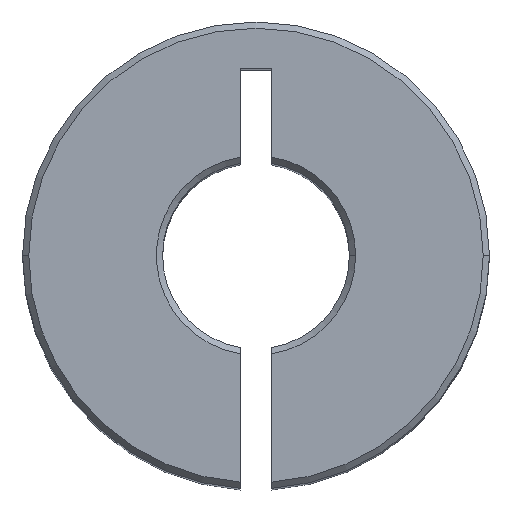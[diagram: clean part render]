
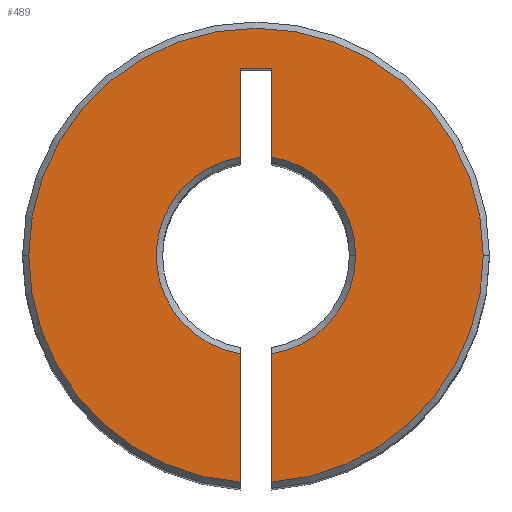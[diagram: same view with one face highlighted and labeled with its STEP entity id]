
A CAD part, top view. The second image highlights one B-rep face of the part: STEP entity #489.
In plain terms, the highlighted planar face has unit normal (0, 0, 1).
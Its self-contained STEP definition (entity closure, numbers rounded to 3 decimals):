
#18 = CARTESIAN_POINT ( 'NONE',  ( 0., 0., 29.5 ) ) ;
#20 = VECTOR ( 'NONE', #573, 1000. ) ;
#23 = DIRECTION ( 'NONE',  ( 0., 0., -1. ) ) ;
#26 = DIRECTION ( 'NONE',  ( 1., 0., 0. ) ) ;
#37 = CARTESIAN_POINT ( 'NONE',  ( -0.5, -7.283, 29.5 ) ) ;
#38 = CARTESIAN_POINT ( 'NONE',  ( 0., 0., 29.5 ) ) ;
#40 = DIRECTION ( 'NONE',  ( 0., 0., 1. ) ) ;
#44 = VECTOR ( 'NONE', #749, 1000. ) ;
#51 = VERTEX_POINT ( 'NONE', #634 ) ;
#63 = ORIENTED_EDGE ( 'NONE', *, *, #582, .F. ) ;
#73 = DIRECTION ( 'NONE',  ( 1., 0., 0. ) ) ;
#81 = DIRECTION ( 'NONE',  ( 1., 0., 0. ) ) ;
#93 = AXIS2_PLACEMENT_3D ( 'NONE', #337, #522, #367 ) ;
#95 = CARTESIAN_POINT ( 'NONE',  ( -0.5, -3.161, 29.5 ) ) ;
#121 = CIRCLE ( 'NONE', #284, 7.3 ) ;
#132 = ORIENTED_EDGE ( 'NONE', *, *, #296, .T. ) ;
#143 = VERTEX_POINT ( 'NONE', #37 ) ;
#152 = CARTESIAN_POINT ( 'NONE',  ( 0.5, 3.161, 29.5 ) ) ;
#162 = ORIENTED_EDGE ( 'NONE', *, *, #235, .F. ) ;
#166 = VERTEX_POINT ( 'NONE', #778 ) ;
#168 = EDGE_CURVE ( 'NONE', #166, #747, #516, .T. ) ;
#171 = FACE_OUTER_BOUND ( 'NONE', #297, .T. ) ;
#174 = ORIENTED_EDGE ( 'NONE', *, *, #565, .T. ) ;
#192 = ORIENTED_EDGE ( 'NONE', *, *, #504, .F. ) ;
#193 = VERTEX_POINT ( 'NONE', #328 ) ;
#201 = VERTEX_POINT ( 'NONE', #649 ) ;
#227 = AXIS2_PLACEMENT_3D ( 'NONE', #470, #476, #488 ) ;
#235 = EDGE_CURVE ( 'NONE', #727, #166, #385, .T. ) ;
#258 = ORIENTED_EDGE ( 'NONE', *, *, #825, .T. ) ;
#259 = DIRECTION ( 'NONE',  ( 0., -1., 0. ) ) ;
#281 = EDGE_CURVE ( 'NONE', #413, #747, #820, .T. ) ;
#284 = AXIS2_PLACEMENT_3D ( 'NONE', #798, #753, #73 ) ;
#296 = EDGE_CURVE ( 'NONE', #51, #725, #526, .T. ) ;
#297 = EDGE_LOOP ( 'NONE', ( #63, #684, #478, #162, #192, #174, #714, #696, #132, #576, #258 ) ) ;
#298 = DIRECTION ( 'NONE',  ( 0., 0., 1. ) ) ;
#328 = CARTESIAN_POINT ( 'NONE',  ( 3.2, 0., 29.5 ) ) ;
#337 = CARTESIAN_POINT ( 'NONE',  ( 0., 0., 29.5 ) ) ;
#357 = CARTESIAN_POINT ( 'NONE',  ( -7.3, 0., 29.5 ) ) ;
#366 = VERTEX_POINT ( 'NONE', #152 ) ;
#367 = DIRECTION ( 'NONE',  ( 1., 0., 0. ) ) ;
#382 = CARTESIAN_POINT ( 'NONE',  ( 0.5, 6., 29.5 ) ) ;
#385 = LINE ( 'NONE', #395, #20 ) ;
#395 = CARTESIAN_POINT ( 'NONE',  ( -0.5, 6., 29.5 ) ) ;
#397 = DIRECTION ( 'NONE',  ( 0., 1., 0. ) ) ;
#412 = AXIS2_PLACEMENT_3D ( 'NONE', #530, #498, #702 ) ;
#413 = VERTEX_POINT ( 'NONE', #95 ) ;
#417 = VECTOR ( 'NONE', #397, 1000. ) ;
#429 = LINE ( 'NONE', #738, #44 ) ;
#460 = AXIS2_PLACEMENT_3D ( 'NONE', #38, #40, #81 ) ;
#470 = CARTESIAN_POINT ( 'NONE',  ( 0., 0., 29.5 ) ) ;
#476 = DIRECTION ( 'NONE',  ( 0., 0., -1. ) ) ;
#478 = ORIENTED_EDGE ( 'NONE', *, *, #168, .F. ) ;
#488 = DIRECTION ( 'NONE',  ( 1., 0., 0. ) ) ;
#489 = ADVANCED_FACE ( 'NONE', ( #171 ), #821, .T. ) ;
#491 = VECTOR ( 'NONE', #492, 1000. ) ;
#492 = DIRECTION ( 'NONE',  ( 0., -1., 0. ) ) ;
#496 = CARTESIAN_POINT ( 'NONE',  ( -0.5, 6., 29.5 ) ) ;
#498 = DIRECTION ( 'NONE',  ( 0., 0., -1. ) ) ;
#504 = EDGE_CURVE ( 'NONE', #366, #727, #761, .T. ) ;
#507 = VERTEX_POINT ( 'NONE', #357 ) ;
#516 = LINE ( 'NONE', #718, #541 ) ;
#522 = DIRECTION ( 'NONE',  ( 0., 0., 1. ) ) ;
#526 = CIRCLE ( 'NONE', #460, 7.3 ) ;
#530 = CARTESIAN_POINT ( 'NONE',  ( 0., 0., 29.5 ) ) ;
#541 = VECTOR ( 'NONE', #259, 1000. ) ;
#549 = CARTESIAN_POINT ( 'NONE',  ( 0.5, 6., 29.5 ) ) ;
#565 = EDGE_CURVE ( 'NONE', #366, #193, #692, .T. ) ;
#573 = DIRECTION ( 'NONE',  ( -1., 0., 0. ) ) ;
#575 = EDGE_CURVE ( 'NONE', #725, #507, #657, .T. ) ;
#576 = ORIENTED_EDGE ( 'NONE', *, *, #575, .T. ) ;
#582 = EDGE_CURVE ( 'NONE', #413, #143, #822, .T. ) ;
#598 = CARTESIAN_POINT ( 'NONE',  ( 7.3, 0., 29.5 ) ) ;
#634 = CARTESIAN_POINT ( 'NONE',  ( 0.5, -7.283, 29.5 ) ) ;
#648 = EDGE_CURVE ( 'NONE', #193, #201, #787, .T. ) ;
#649 = CARTESIAN_POINT ( 'NONE',  ( 0.5, -3.161, 29.5 ) ) ;
#657 = CIRCLE ( 'NONE', #715, 7.3 ) ;
#670 = DIRECTION ( 'NONE',  ( 1., 0., 0. ) ) ;
#684 = ORIENTED_EDGE ( 'NONE', *, *, #281, .T. ) ;
#687 = AXIS2_PLACEMENT_3D ( 'NONE', #18, #23, #26 ) ;
#692 = CIRCLE ( 'NONE', #227, 3.2 ) ;
#696 = ORIENTED_EDGE ( 'NONE', *, *, #812, .F. ) ;
#702 = DIRECTION ( 'NONE',  ( 1., 0., 0. ) ) ;
#714 = ORIENTED_EDGE ( 'NONE', *, *, #648, .T. ) ;
#715 = AXIS2_PLACEMENT_3D ( 'NONE', #830, #298, #670 ) ;
#718 = CARTESIAN_POINT ( 'NONE',  ( -0.5, 6., 29.5 ) ) ;
#725 = VERTEX_POINT ( 'NONE', #598 ) ;
#727 = VERTEX_POINT ( 'NONE', #549 ) ;
#738 = CARTESIAN_POINT ( 'NONE',  ( 0.5, 6., 29.5 ) ) ;
#746 = CARTESIAN_POINT ( 'NONE',  ( -0.5, 3.161, 29.5 ) ) ;
#747 = VERTEX_POINT ( 'NONE', #746 ) ;
#749 = DIRECTION ( 'NONE',  ( 0., 1., 0. ) ) ;
#753 = DIRECTION ( 'NONE',  ( 0., 0., 1. ) ) ;
#761 = LINE ( 'NONE', #382, #417 ) ;
#778 = CARTESIAN_POINT ( 'NONE',  ( -0.5, 6., 29.5 ) ) ;
#787 = CIRCLE ( 'NONE', #412, 3.2 ) ;
#798 = CARTESIAN_POINT ( 'NONE',  ( 0., 0., 29.5 ) ) ;
#812 = EDGE_CURVE ( 'NONE', #51, #201, #429, .T. ) ;
#820 = CIRCLE ( 'NONE', #687, 3.2 ) ;
#821 = PLANE ( 'NONE',  #93 ) ;
#822 = LINE ( 'NONE', #496, #491 ) ;
#825 = EDGE_CURVE ( 'NONE', #507, #143, #121, .T. ) ;
#830 = CARTESIAN_POINT ( 'NONE',  ( 0., 0., 29.5 ) ) ;
